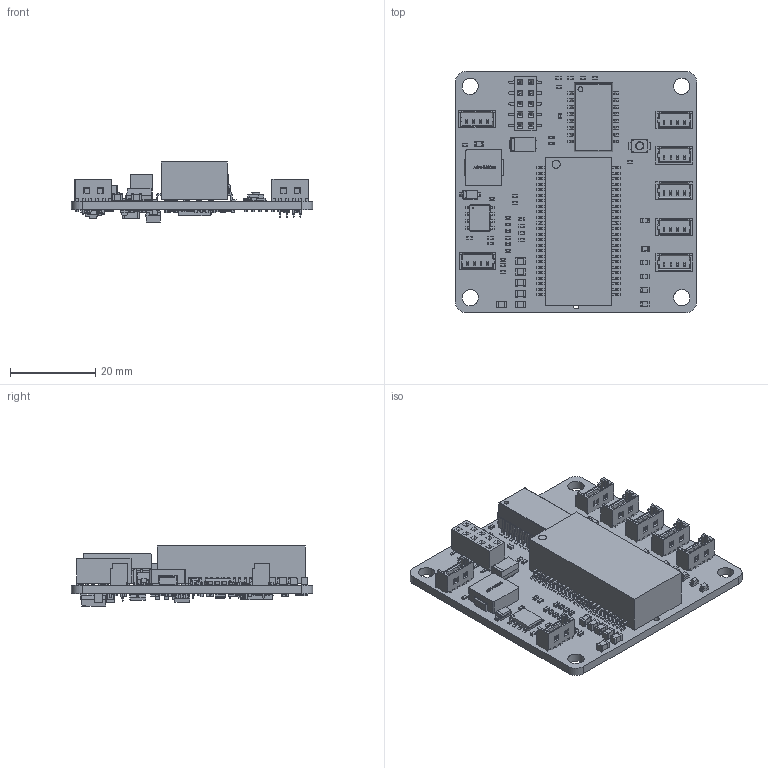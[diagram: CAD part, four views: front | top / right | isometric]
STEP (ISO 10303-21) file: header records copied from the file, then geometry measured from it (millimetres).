
FILE_DESCRIPTION(('FreeCAD Model'),'2;1');
FILE_NAME('Open CASCADE Shape Model','2025-04-29T21:40:25',('FreeCAD'),( 'FreeCAD'),'Open CASCADE STEP processor 7.6','FreeCAD','Unknown');
FILE_SCHEMA(('AUTOMOTIVE_DESIGN { 1 0 10303 214 1 1 1 1 }'));
Products named in the file (1): Open CASCADE STEP translator 7.6 1
Bounding box: 56.48 x 56.48 x 14.05 mm (x, y, z)
Volume: 13817.1 mm3; surface area: 14262.4 mm2
Topology: 159 solids, 159 shells, 7143 faces, 18763 edges, 12191 vertices
Faces by surface type: bspline 7143
Entity records: 202133 total; most frequent: CARTESIAN_POINT 90485, ORIENTED_EDGE 37492, EDGE_CURVE 18746, B_SPLINE_CURVE_WITH_KNOTS 15290, VERTEX_POINT 12191, FACE_BOUND 7539, EDGE_LOOP 7539, ADVANCED_FACE 7143
